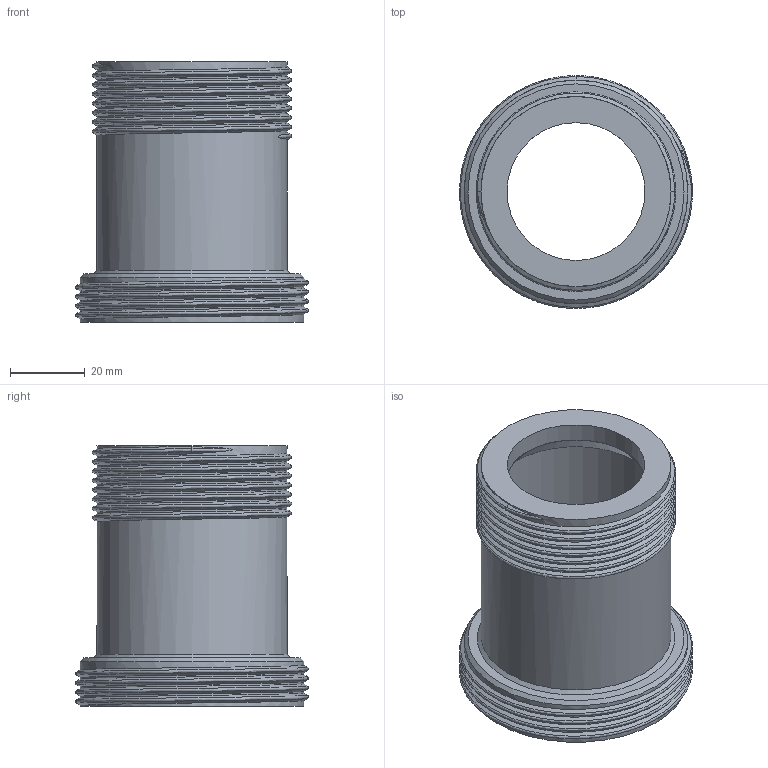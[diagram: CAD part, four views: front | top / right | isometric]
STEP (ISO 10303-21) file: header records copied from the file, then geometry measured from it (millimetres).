
FILE_DESCRIPTION(('FreeCAD Model'),'2;1');
FILE_NAME('Open CASCADE Shape Model','2025-01-26T11:41:19',(''),(''), 'Open CASCADE STEP processor 7.8','FreeCAD','Unknown');
FILE_SCHEMA(('AUTOMOTIVE_DESIGN { 1 0 10303 214 1 1 1 1 }'));
Length unit declared in the file: millimetre
Products named in the file (1): tube
Bounding box: 62.46 x 62.46 x 70 mm (x, y, z)
Volume: 53405.2 mm3; surface area: 27731.3 mm2
Topology: 1 solids, 1 shells, 87 faces, 196 edges, 115 vertices
Faces by surface type: bspline 48, cylinder 18, plane 17, cone 4
Full cylindrical faces by diameter (mm): 37 x1, 38 x1, 45 x1, 51 x8, 60 x4
Entity records: 8391 total; most frequent: CARTESIAN_POINT 4861, DIRECTION 494, ORIENTED_EDGE 392, PCURVE 392, DEFINITIONAL_REPRESENTATION 392, LINE 362, VECTOR 362, EDGE_CURVE 196
